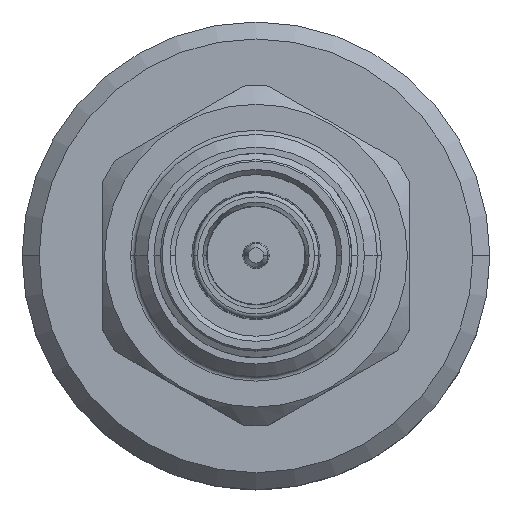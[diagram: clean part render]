
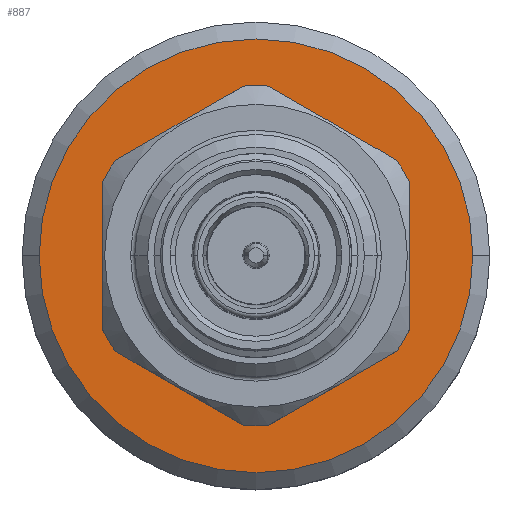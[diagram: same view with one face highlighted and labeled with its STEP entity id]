
A CAD part, top view. The second image highlights one B-rep face of the part: STEP entity #887.
In plain terms, the highlighted planar face has unit normal (0, 0, 1).
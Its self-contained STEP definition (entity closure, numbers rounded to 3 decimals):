
#249 = DIRECTION ( 'NONE',  ( 0., 0., 1. ) ) ;
#594 = VERTEX_POINT ( 'NONE', #6249 ) ;
#599 = DIRECTION ( 'NONE',  ( 1., 0., 0. ) ) ;
#819 = CARTESIAN_POINT ( 'NONE',  ( 0., 0., -32. ) ) ;
#875 = EDGE_CURVE ( 'NONE', #6962, #594, #4675, .T. ) ;
#887 = ADVANCED_FACE ( 'NONE', ( #18090, #17551 ), #16650, .F. ) ;
#910 = ORIENTED_EDGE ( 'NONE', *, *, #16577, .T. ) ;
#1132 = ORIENTED_EDGE ( 'NONE', *, *, #17987, .F. ) ;
#1139 = EDGE_CURVE ( 'NONE', #13128, #21576, #13845, .T. ) ;
#1431 = EDGE_LOOP ( 'NONE', ( #13185, #18639, #12592, #15717, #12912, #15475, #20660, #8662, #13839, #1132, #15781, #5854 ) ) ;
#1614 = DIRECTION ( 'NONE',  ( -1., 0., 0. ) ) ;
#1755 = CARTESIAN_POINT ( 'NONE',  ( -18., -8.718, -32. ) ) ;
#2061 = AXIS2_PLACEMENT_3D ( 'NONE', #10291, #249, #11972 ) ;
#2201 = EDGE_CURVE ( 'NONE', #12924, #10109, #13908, .T. ) ;
#2289 = AXIS2_PLACEMENT_3D ( 'NONE', #17055, #7000, #18753 ) ;
#2336 = VERTEX_POINT ( 'NONE', #16377 ) ;
#2438 = AXIS2_PLACEMENT_3D ( 'NONE', #11819, #6831, #1614 ) ;
#2505 = EDGE_CURVE ( 'NONE', #594, #16270, #3346, .T. ) ;
#2537 = DIRECTION ( 'NONE',  ( -0.866, 0.5, 0. ) ) ;
#2857 = VECTOR ( 'NONE', #2537, 1000. ) ;
#2890 = CARTESIAN_POINT ( 'NONE',  ( 0., 0., -32. ) ) ;
#3346 = LINE ( 'NONE', #14278, #2857 ) ;
#3593 = CARTESIAN_POINT ( 'NONE',  ( 18., -8.718, -32. ) ) ;
#4013 = DIRECTION ( 'NONE',  ( 0., 0., 1. ) ) ;
#4379 = VERTEX_POINT ( 'NONE', #14613 ) ;
#4577 = DIRECTION ( 'NONE',  ( 1., 0., 0. ) ) ;
#4675 = CIRCLE ( 'NONE', #16354, 20. ) ;
#4979 = EDGE_LOOP ( 'NONE', ( #910, #14357 ) ) ;
#5100 = CARTESIAN_POINT ( 'NONE',  ( 0., 0., -32. ) ) ;
#5133 = DIRECTION ( 'NONE',  ( 1., 0., 0. ) ) ;
#5270 = VERTEX_POINT ( 'NONE', #3593 ) ;
#5430 = VERTEX_POINT ( 'NONE', #5524 ) ;
#5524 = CARTESIAN_POINT ( 'NONE',  ( -18., 8.718, -32. ) ) ;
#5557 = CIRCLE ( 'NONE', #19755, 25.5 ) ;
#5742 = EDGE_CURVE ( 'NONE', #19453, #12924, #14739, .T. ) ;
#5850 = CARTESIAN_POINT ( 'NONE',  ( -18., 10.392, -32. ) ) ;
#5854 = ORIENTED_EDGE ( 'NONE', *, *, #11686, .F. ) ;
#5996 = DIRECTION ( 'NONE',  ( 0., 0., 1. ) ) ;
#6189 = VECTOR ( 'NONE', #17983, 1000. ) ;
#6249 = CARTESIAN_POINT ( 'NONE',  ( 16.55, 11.23, -32. ) ) ;
#6704 = VECTOR ( 'NONE', #19398, 1000. ) ;
#6798 = DIRECTION ( 'NONE',  ( 1., 0., 0. ) ) ;
#6831 = DIRECTION ( 'NONE',  ( 0., 0., -1. ) ) ;
#6962 = VERTEX_POINT ( 'NONE', #10135 ) ;
#7000 = DIRECTION ( 'NONE',  ( 0., 0., 1. ) ) ;
#7655 = CARTESIAN_POINT ( 'NONE',  ( -18., -10.392, -32. ) ) ;
#7885 = DIRECTION ( 'NONE',  ( 0.866, 0.5, 0. ) ) ;
#7904 = CARTESIAN_POINT ( 'NONE',  ( 18., -10.392, -32. ) ) ;
#8307 = CARTESIAN_POINT ( 'NONE',  ( 0., 20.785, -32. ) ) ;
#8407 = EDGE_CURVE ( 'NONE', #16270, #2336, #10736, .T. ) ;
#8662 = ORIENTED_EDGE ( 'NONE', *, *, #2201, .F. ) ;
#9278 = CARTESIAN_POINT ( 'NONE',  ( 0., -20.785, -32. ) ) ;
#9565 = EDGE_CURVE ( 'NONE', #10109, #13128, #17227, .T. ) ;
#9588 = CARTESIAN_POINT ( 'NONE',  ( 0., 0., -32. ) ) ;
#10109 = VERTEX_POINT ( 'NONE', #16643 ) ;
#10135 = CARTESIAN_POINT ( 'NONE',  ( 18., 8.718, -32. ) ) ;
#10291 = CARTESIAN_POINT ( 'NONE',  ( 0., 0., -32. ) ) ;
#10652 = DIRECTION ( 'NONE',  ( 0., 0., 1. ) ) ;
#10658 = LINE ( 'NONE', #7904, #6189 ) ;
#10703 = EDGE_CURVE ( 'NONE', #21576, #5270, #11031, .T. ) ;
#10736 = CIRCLE ( 'NONE', #2289, 20. ) ;
#11031 = CIRCLE ( 'NONE', #17712, 20. ) ;
#11282 = DIRECTION ( 'NONE',  ( 1., 0., 0. ) ) ;
#11686 = EDGE_CURVE ( 'NONE', #2336, #20523, #18857, .T. ) ;
#11819 = CARTESIAN_POINT ( 'NONE',  ( 0., 20., -32. ) ) ;
#11972 = DIRECTION ( 'NONE',  ( 1., 0., 0. ) ) ;
#12263 = AXIS2_PLACEMENT_3D ( 'NONE', #20712, #10652, #599 ) ;
#12344 = CARTESIAN_POINT ( 'NONE',  ( -16.55, 11.23, -32. ) ) ;
#12592 = ORIENTED_EDGE ( 'NONE', *, *, #875, .F. ) ;
#12912 = ORIENTED_EDGE ( 'NONE', *, *, #10703, .F. ) ;
#12924 = VERTEX_POINT ( 'NONE', #19012 ) ;
#13128 = VERTEX_POINT ( 'NONE', #17913 ) ;
#13180 = CIRCLE ( 'NONE', #2061, 20. ) ;
#13185 = ORIENTED_EDGE ( 'NONE', *, *, #8407, .F. ) ;
#13839 = ORIENTED_EDGE ( 'NONE', *, *, #5742, .F. ) ;
#13845 = LINE ( 'NONE', #9278, #18330 ) ;
#13873 = CARTESIAN_POINT ( 'NONE',  ( 16.55, -11.23, -32. ) ) ;
#13908 = LINE ( 'NONE', #7655, #18395 ) ;
#14278 = CARTESIAN_POINT ( 'NONE',  ( 18., 10.392, -32. ) ) ;
#14357 = ORIENTED_EDGE ( 'NONE', *, *, #16575, .T. ) ;
#14391 = VECTOR ( 'NONE', #18404, 1000. ) ;
#14613 = CARTESIAN_POINT ( 'NONE',  ( 25.5, 0., -32. ) ) ;
#14639 = DIRECTION ( 'NONE',  ( 0., 0., 1. ) ) ;
#14739 = CIRCLE ( 'NONE', #12263, 20. ) ;
#15089 = LINE ( 'NONE', #5850, #6704 ) ;
#15475 = ORIENTED_EDGE ( 'NONE', *, *, #1139, .F. ) ;
#15717 = ORIENTED_EDGE ( 'NONE', *, *, #18034, .F. ) ;
#15781 = ORIENTED_EDGE ( 'NONE', *, *, #20170, .F. ) ;
#16035 = CARTESIAN_POINT ( 'NONE',  ( 0., 0., -32. ) ) ;
#16270 = VERTEX_POINT ( 'NONE', #17829 ) ;
#16354 = AXIS2_PLACEMENT_3D ( 'NONE', #819, #4013, #5133 ) ;
#16377 = CARTESIAN_POINT ( 'NONE',  ( -1.45, 19.947, -32. ) ) ;
#16575 = EDGE_CURVE ( 'NONE', #4379, #19336, #18443, .T. ) ;
#16577 = EDGE_CURVE ( 'NONE', #19336, #4379, #5557, .T. ) ;
#16643 = CARTESIAN_POINT ( 'NONE',  ( -1.45, -19.947, -32. ) ) ;
#16650 = PLANE ( 'NONE',  #2438 ) ;
#16838 = DIRECTION ( 'NONE',  ( 0., 0., 1. ) ) ;
#17055 = CARTESIAN_POINT ( 'NONE',  ( 0., 0., -32. ) ) ;
#17227 = CIRCLE ( 'NONE', #21582, 20. ) ;
#17463 = AXIS2_PLACEMENT_3D ( 'NONE', #9588, #21327, #11282 ) ;
#17551 = FACE_OUTER_BOUND ( 'NONE', #4979, .T. ) ;
#17712 = AXIS2_PLACEMENT_3D ( 'NONE', #5100, #16838, #6798 ) ;
#17730 = DIRECTION ( 'NONE',  ( 0.866, -0.5, 0. ) ) ;
#17741 = DIRECTION ( 'NONE',  ( 1., 0., 0. ) ) ;
#17829 = CARTESIAN_POINT ( 'NONE',  ( 1.45, 19.947, -32. ) ) ;
#17913 = CARTESIAN_POINT ( 'NONE',  ( 1.45, -19.947, -32. ) ) ;
#17983 = DIRECTION ( 'NONE',  ( 0., 1., 0. ) ) ;
#17987 = EDGE_CURVE ( 'NONE', #5430, #19453, #15089, .T. ) ;
#18034 = EDGE_CURVE ( 'NONE', #5270, #6962, #10658, .T. ) ;
#18090 = FACE_BOUND ( 'NONE', #1431, .T. ) ;
#18330 = VECTOR ( 'NONE', #7885, 1000. ) ;
#18395 = VECTOR ( 'NONE', #17730, 1000. ) ;
#18404 = DIRECTION ( 'NONE',  ( -0.866, -0.5, 0. ) ) ;
#18443 = CIRCLE ( 'NONE', #17463, 25.5 ) ;
#18639 = ORIENTED_EDGE ( 'NONE', *, *, #2505, .F. ) ;
#18753 = DIRECTION ( 'NONE',  ( 1., 0., 0. ) ) ;
#18857 = LINE ( 'NONE', #8307, #14391 ) ;
#19012 = CARTESIAN_POINT ( 'NONE',  ( -16.55, -11.23, -32. ) ) ;
#19336 = VERTEX_POINT ( 'NONE', #21638 ) ;
#19398 = DIRECTION ( 'NONE',  ( 0., -1., 0. ) ) ;
#19453 = VERTEX_POINT ( 'NONE', #1755 ) ;
#19755 = AXIS2_PLACEMENT_3D ( 'NONE', #2890, #14639, #4577 ) ;
#20170 = EDGE_CURVE ( 'NONE', #20523, #5430, #13180, .T. ) ;
#20523 = VERTEX_POINT ( 'NONE', #12344 ) ;
#20660 = ORIENTED_EDGE ( 'NONE', *, *, #9565, .F. ) ;
#20712 = CARTESIAN_POINT ( 'NONE',  ( 0., 0., -32. ) ) ;
#21327 = DIRECTION ( 'NONE',  ( 0., 0., 1. ) ) ;
#21576 = VERTEX_POINT ( 'NONE', #13873 ) ;
#21582 = AXIS2_PLACEMENT_3D ( 'NONE', #16035, #5996, #17741 ) ;
#21638 = CARTESIAN_POINT ( 'NONE',  ( -25.5, 0., -32. ) ) ;
